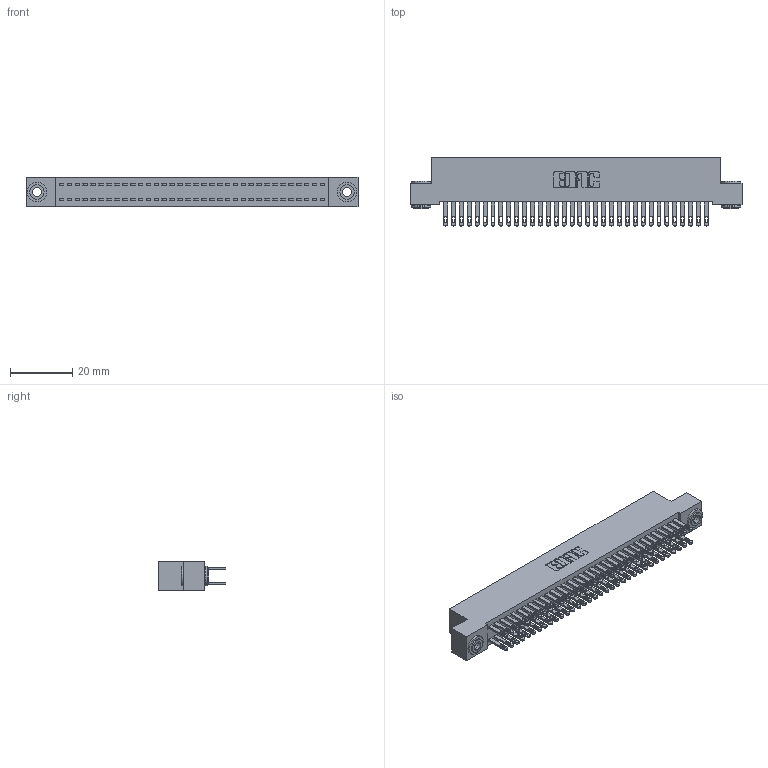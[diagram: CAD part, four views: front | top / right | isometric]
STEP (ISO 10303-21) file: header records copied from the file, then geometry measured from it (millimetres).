
FILE_DESCRIPTION (( 'STEP AP203' ), '1' );
FILE_NAME ('892-068-500-203.STEP', '2020-09-21T19:33:10', ( '' ), ( '' ), 'SwSTEP 2.0', 'SolidWorks 2020', '' );
FILE_SCHEMA (( 'CONFIG_CONTROL_DESIGN' ));
Length unit declared in the file: inch
Products named in the file (4): 842 Part_.156 TH; 342-250-002_345-250-002-102; 892-068-500-203; 345-292-001_345-293-100
Assembly tree (71 placements, depth 2):
  892-068-500-203
    842 Part_.156 TH
    345-292-001_345-293-100  x68
    342-250-002_345-250-002-102  x2
Bounding box: 106.68 x 21.85 x 9.4 mm (x, y, z)
Volume: 9777.9 mm3; surface area: 16584 mm2
Topology: 71 solids, 71 shells, 3412 faces, 10371 edges, 6910 vertices
Faces by surface type: plane 2116, cylinder 1288, cone 8
Entity records: 23356 total; most frequent: CARTESIAN_POINT 3853, ORIENTED_EDGE 3782, DIRECTION 3341, EDGE_CURVE 1891, VECTOR 1735, LINE 1735, VERTEX_POINT 1258, AXIS2_PLACEMENT_3D 803
